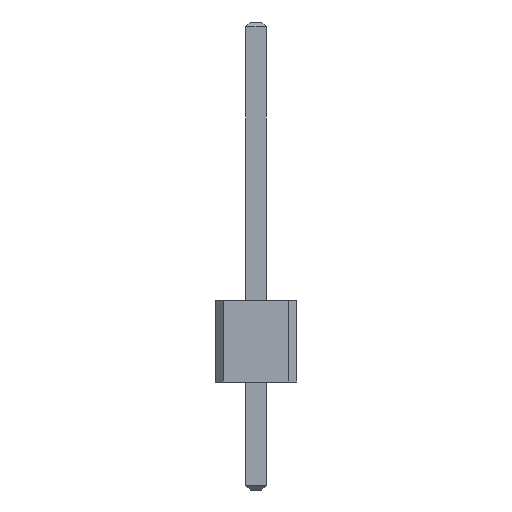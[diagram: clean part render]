
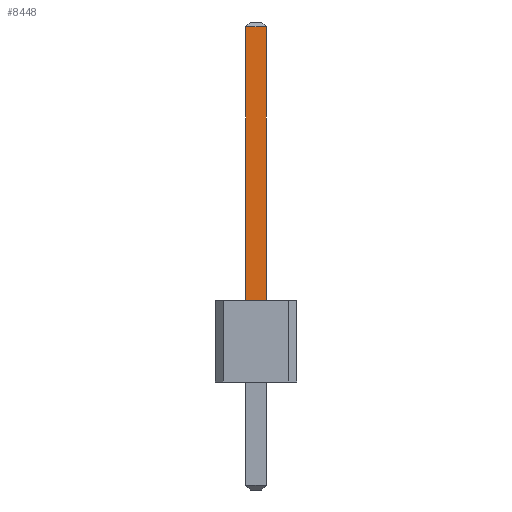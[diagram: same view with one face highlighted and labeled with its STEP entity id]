
A CAD part, front view. The second image highlights one B-rep face of the part: STEP entity #8448.
In plain terms, the highlighted face is planar.
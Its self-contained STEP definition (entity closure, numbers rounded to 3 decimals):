
#111 = PLANE('',#112);
#112 = AXIS2_PLACEMENT_3D('',#113,#114,#115);
#113 = CARTESIAN_POINT('',(10.16,0.,2.5));
#114 = DIRECTION('',(0.,0.,1.));
#115 = DIRECTION('',(1.,0.,0.));
#3961 = VERTEX_POINT('',#3962);
#3962 = CARTESIAN_POINT('',(20.64,0.32,2.5));
#3975 = PLANE('',#3976);
#3976 = AXIS2_PLACEMENT_3D('',#3977,#3978,#3979);
#3977 = CARTESIAN_POINT('',(20.64,0.32,-3.3));
#3978 = DIRECTION('',(0.,-1.,0.));
#3979 = DIRECTION('',(-1.,0.,0.));
#3986 = EDGE_CURVE('',#3961,#3987,#3989,.T.);
#3987 = VERTEX_POINT('',#3988);
#3988 = CARTESIAN_POINT('',(20.64,-0.32,2.5));
#3989 = SURFACE_CURVE('',#3990,(#3994,#4000),.PCURVE_S1.);
#3990 = LINE('',#3991,#3992);
#3991 = CARTESIAN_POINT('',(20.64,-0.16,2.5));
#3992 = VECTOR('',#3993,1.);
#3993 = DIRECTION('',(-0.,-1.,0.));
#3994 = PCURVE('',#111,#3995);
#3995 = DEFINITIONAL_REPRESENTATION('',(#3996),#3999);
#3996 = B_SPLINE_CURVE_WITH_KNOTS('',1,(#3997,#3998),.UNSPECIFIED.,.F.,
  .F.,(2,2),(-0.544,0.224),.PIECEWISE_BEZIER_KNOTS.);
#3997 = CARTESIAN_POINT('',(10.48,0.384));
#3998 = CARTESIAN_POINT('',(10.48,-0.384));
#3999 = ( GEOMETRIC_REPRESENTATION_CONTEXT(2) 
PARAMETRIC_REPRESENTATION_CONTEXT() REPRESENTATION_CONTEXT('2D SPACE',''
  ) );
#4000 = PCURVE('',#4001,#4006);
#4001 = PLANE('',#4002);
#4002 = AXIS2_PLACEMENT_3D('',#4003,#4004,#4005);
#4003 = CARTESIAN_POINT('',(20.64,-0.32,-3.3));
#4004 = DIRECTION('',(-1.,0.,0.));
#4005 = DIRECTION('',(0.,1.,0.));
#4006 = DEFINITIONAL_REPRESENTATION('',(#4007),#4010);
#4007 = B_SPLINE_CURVE_WITH_KNOTS('',1,(#4008,#4009),.UNSPECIFIED.,.F.,
  .F.,(2,2),(-0.544,0.224),.PIECEWISE_BEZIER_KNOTS.);
#4008 = CARTESIAN_POINT('',(0.704,-5.8));
#4009 = CARTESIAN_POINT('',(-0.064,-5.8));
#4010 = ( GEOMETRIC_REPRESENTATION_CONTEXT(2) 
PARAMETRIC_REPRESENTATION_CONTEXT() REPRESENTATION_CONTEXT('2D SPACE',''
  ) );
#4027 = PLANE('',#4028);
#4028 = AXIS2_PLACEMENT_3D('',#4029,#4030,#4031);
#4029 = CARTESIAN_POINT('',(20.,-0.32,-3.3));
#4030 = DIRECTION('',(0.,1.,0.));
#4031 = DIRECTION('',(1.,0.,0.));
#8269 = EDGE_CURVE('',#3961,#8270,#8272,.T.);
#8270 = VERTEX_POINT('',#8271);
#8271 = CARTESIAN_POINT('',(20.64,0.32,10.85));
#8272 = SURFACE_CURVE('',#8273,(#8277,#8284),.PCURVE_S1.);
#8273 = LINE('',#8274,#8275);
#8274 = CARTESIAN_POINT('',(20.64,0.32,-3.3));
#8275 = VECTOR('',#8276,1.);
#8276 = DIRECTION('',(0.,0.,1.));
#8277 = PCURVE('',#3975,#8278);
#8278 = DEFINITIONAL_REPRESENTATION('',(#8279),#8283);
#8279 = LINE('',#8280,#8281);
#8280 = CARTESIAN_POINT('',(0.,-0.));
#8281 = VECTOR('',#8282,1.);
#8282 = DIRECTION('',(0.,-1.));
#8283 = ( GEOMETRIC_REPRESENTATION_CONTEXT(2) 
PARAMETRIC_REPRESENTATION_CONTEXT() REPRESENTATION_CONTEXT('2D SPACE',''
  ) );
#8284 = PCURVE('',#4001,#8285);
#8285 = DEFINITIONAL_REPRESENTATION('',(#8286),#8290);
#8286 = LINE('',#8287,#8288);
#8287 = CARTESIAN_POINT('',(0.64,0.));
#8288 = VECTOR('',#8289,1.);
#8289 = DIRECTION('',(0.,-1.));
#8290 = ( GEOMETRIC_REPRESENTATION_CONTEXT(2) 
PARAMETRIC_REPRESENTATION_CONTEXT() REPRESENTATION_CONTEXT('2D SPACE',''
  ) );
#8401 = VERTEX_POINT('',#8402);
#8402 = CARTESIAN_POINT('',(20.64,-0.32,10.85));
#8428 = EDGE_CURVE('',#3987,#8401,#8429,.T.);
#8429 = SURFACE_CURVE('',#8430,(#8434,#8441),.PCURVE_S1.);
#8430 = LINE('',#8431,#8432);
#8431 = CARTESIAN_POINT('',(20.64,-0.32,-3.3));
#8432 = VECTOR('',#8433,1.);
#8433 = DIRECTION('',(0.,0.,1.));
#8434 = PCURVE('',#4027,#8435);
#8435 = DEFINITIONAL_REPRESENTATION('',(#8436),#8440);
#8436 = LINE('',#8437,#8438);
#8437 = CARTESIAN_POINT('',(0.64,0.));
#8438 = VECTOR('',#8439,1.);
#8439 = DIRECTION('',(0.,-1.));
#8440 = ( GEOMETRIC_REPRESENTATION_CONTEXT(2) 
PARAMETRIC_REPRESENTATION_CONTEXT() REPRESENTATION_CONTEXT('2D SPACE',''
  ) );
#8441 = PCURVE('',#4001,#8442);
#8442 = DEFINITIONAL_REPRESENTATION('',(#8443),#8447);
#8443 = LINE('',#8444,#8445);
#8444 = CARTESIAN_POINT('',(0.,0.));
#8445 = VECTOR('',#8446,1.);
#8446 = DIRECTION('',(0.,-1.));
#8447 = ( GEOMETRIC_REPRESENTATION_CONTEXT(2) 
PARAMETRIC_REPRESENTATION_CONTEXT() REPRESENTATION_CONTEXT('2D SPACE',''
  ) );
#8448 = ADVANCED_FACE('',(#8449),#4001,.F.);
#8449 = FACE_BOUND('',#8450,.F.);
#8450 = EDGE_LOOP('',(#8451,#8452,#8453,#8479));
#8451 = ORIENTED_EDGE('',*,*,#3986,.T.);
#8452 = ORIENTED_EDGE('',*,*,#8428,.T.);
#8453 = ORIENTED_EDGE('',*,*,#8454,.T.);
#8454 = EDGE_CURVE('',#8401,#8270,#8455,.T.);
#8455 = SURFACE_CURVE('',#8456,(#8460,#8467),.PCURVE_S1.);
#8456 = LINE('',#8457,#8458);
#8457 = CARTESIAN_POINT('',(20.64,-0.32,10.85));
#8458 = VECTOR('',#8459,1.);
#8459 = DIRECTION('',(0.,1.,0.));
#8460 = PCURVE('',#4001,#8461);
#8461 = DEFINITIONAL_REPRESENTATION('',(#8462),#8466);
#8462 = LINE('',#8463,#8464);
#8463 = CARTESIAN_POINT('',(0.,-14.15));
#8464 = VECTOR('',#8465,1.);
#8465 = DIRECTION('',(1.,0.));
#8466 = ( GEOMETRIC_REPRESENTATION_CONTEXT(2) 
PARAMETRIC_REPRESENTATION_CONTEXT() REPRESENTATION_CONTEXT('2D SPACE',''
  ) );
#8467 = PCURVE('',#8468,#8473);
#8468 = PLANE('',#8469);
#8469 = AXIS2_PLACEMENT_3D('',#8470,#8471,#8472);
#8470 = CARTESIAN_POINT('',(20.565,-0.32,10.925));
#8471 = DIRECTION('',(-0.707,0.,-0.707
    ));
#8472 = DIRECTION('',(0.,1.,0.));
#8473 = DEFINITIONAL_REPRESENTATION('',(#8474),#8478);
#8474 = LINE('',#8475,#8476);
#8475 = CARTESIAN_POINT('',(0.,0.106));
#8476 = VECTOR('',#8477,1.);
#8477 = DIRECTION('',(1.,0.));
#8478 = ( GEOMETRIC_REPRESENTATION_CONTEXT(2) 
PARAMETRIC_REPRESENTATION_CONTEXT() REPRESENTATION_CONTEXT('2D SPACE',''
  ) );
#8479 = ORIENTED_EDGE('',*,*,#8269,.F.);
